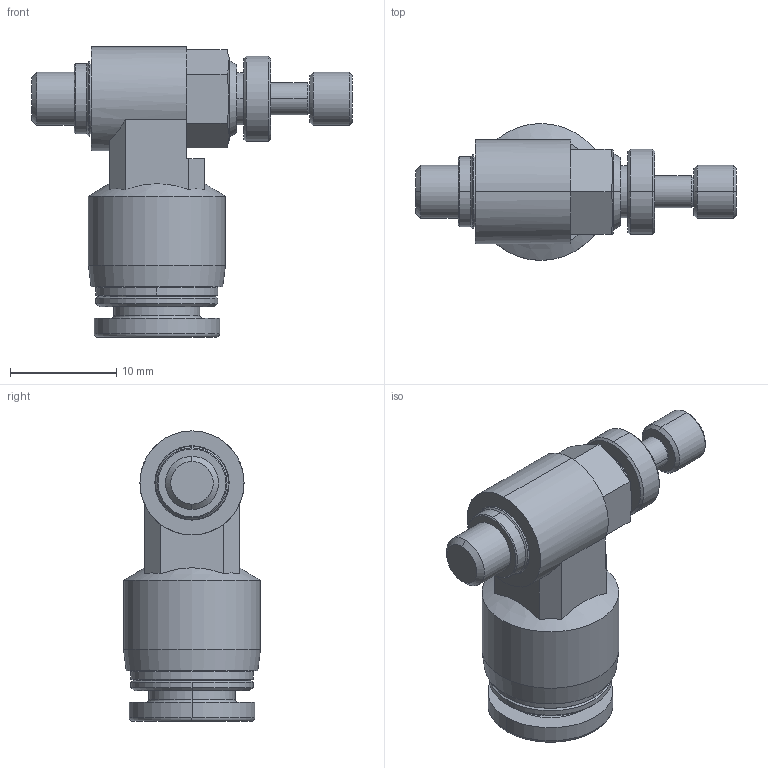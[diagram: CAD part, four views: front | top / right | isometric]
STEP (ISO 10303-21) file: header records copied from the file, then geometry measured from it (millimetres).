
FILE_DESCRIPTION(/* description */ (''),/* implementation_level */ '2;1');
FILE_NAME(/* name */ 'JSC6-M5MM.stp',/* time_stamp */ '2025-05-15T14:18:06-04:00',/* author */ ('esanner'),/* organization */ (''),/* preprocessor_version */ 'ST-DEVELOPER v19',/* originating_system */ 'AutoCAD Mechanical',/* authorisation */ '');
FILE_SCHEMA (('AUTOMOTIVE_DESIGN { 1 0 10303 214 3 1 1 }'));
Length unit declared in the file: millimetre
Products named in the file (1): Product
Bounding box: 30.21 x 12.9 x 27.33 mm (x, y, z)
Volume: 2862.5 mm3; surface area: 2040.1 mm2
Topology: 1 solids, 1 shells, 96 faces, 215 edges, 134 vertices
Faces by surface type: cone 32, plane 31, cylinder 27, torus 6
Full cylindrical faces by diameter (mm): 5 x1, 6 x1, 12.9 x1
Entity records: 2703 total; most frequent: DIRECTION 506, CARTESIAN_POINT 478, ORIENTED_EDGE 432, EDGE_CURVE 216, AXIS2_PLACEMENT_3D 208, VERTEX_POINT 135, EDGE_LOOP 109, CIRCLE 109
